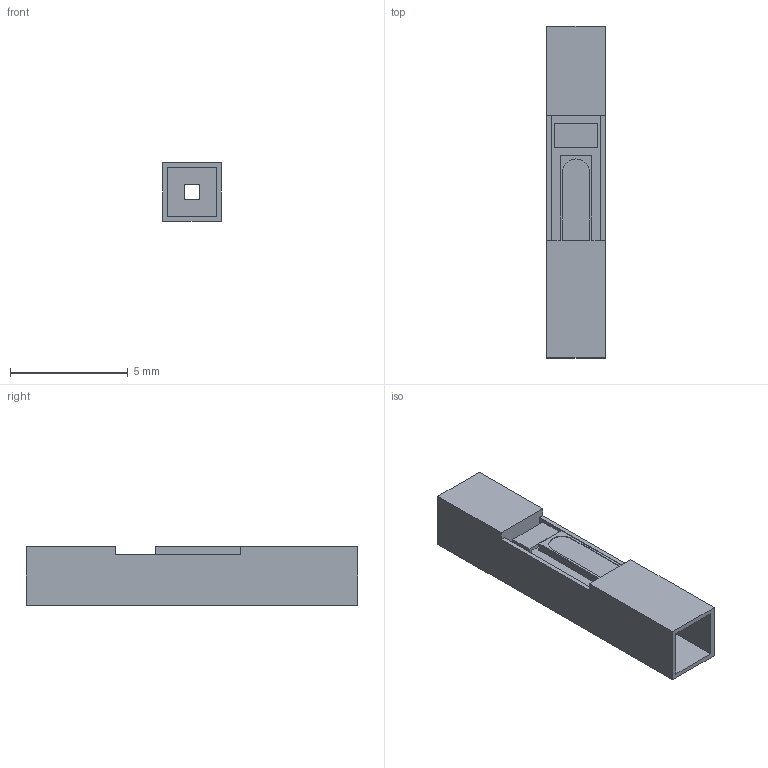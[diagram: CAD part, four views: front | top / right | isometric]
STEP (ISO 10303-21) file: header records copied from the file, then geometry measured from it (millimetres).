
FILE_DESCRIPTION(('HOOPS Exchange Step'),'2;1');
FILE_NAME('Socket.step','2017-04-28T09:00:56+00:00',('SYSTEM'),('Unknown organisation'),'HOOPS Exchange 10.0','HOOPS Exchange','Unknown authorisation');
FILE_SCHEMA( ('AUTOMOTIVE_DESIGN { 1 0 10303 214 1 1 1 1 }') );
Length unit declared in the file: millimetre
Products named in the file (4): Header; Blok; Header/Header-wire; Socket
Assembly tree (3 placements, depth 2):
  Socket
    Header
    Blok
    Header/Header-wire
Bounding box: 2.5 x 14.1 x 2.5 mm (x, y, z)
Volume: 52.4 mm3; surface area: 235.3 mm2
Topology: 1 solids, 1 shells, 42 faces, 120 edges, 80 vertices
Faces by surface type: plane 41, cylinder 1
Entity records: 1469 total; most frequent: CARTESIAN_POINT 249, ORIENTED_EDGE 240, DIRECTION 220, EDGE_CURVE 120, VECTOR 118, LINE 118, VERTEX_POINT 80, AXIS2_PLACEMENT_3D 51
